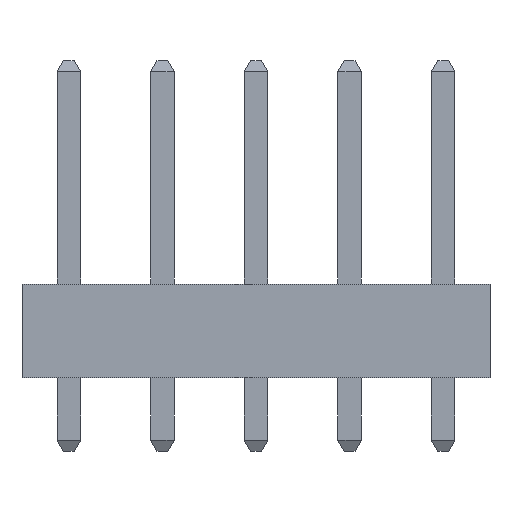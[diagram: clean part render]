
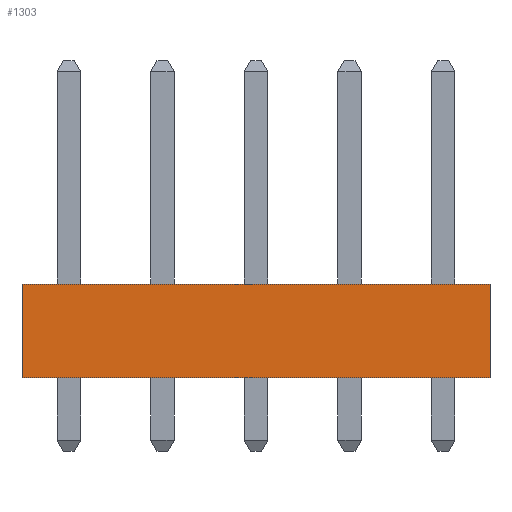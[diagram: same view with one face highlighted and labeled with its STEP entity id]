
A CAD part, front view. The second image highlights one B-rep face of the part: STEP entity #1303.
In plain terms, the highlighted planar face has unit normal (0, -1, 0).
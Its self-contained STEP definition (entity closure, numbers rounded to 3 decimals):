
#299 = LINE ( 'NONE', #4426, #1335 ) ;
#443 = CARTESIAN_POINT ( 'NONE',  ( -1.27, -1.27, 0. ) ) ;
#512 = ORIENTED_EDGE ( 'NONE', *, *, #2788, .T. ) ;
#527 = VERTEX_POINT ( 'NONE', #4355 ) ;
#534 = AXIS2_PLACEMENT_3D ( 'NONE', #1157, #3511, #3215 ) ;
#753 = CARTESIAN_POINT ( 'NONE',  ( -1.27, -1.27, 2.54 ) ) ;
#755 = VECTOR ( 'NONE', #1827, 1000. ) ;
#812 = FACE_OUTER_BOUND ( 'NONE', #2004, .T. ) ;
#1017 = CARTESIAN_POINT ( 'NONE',  ( -1.27, -1.27, 2.54 ) ) ;
#1031 = LINE ( 'NONE', #3365, #1135 ) ;
#1135 = VECTOR ( 'NONE', #1361, 1000. ) ;
#1157 = CARTESIAN_POINT ( 'NONE',  ( -1.27, -1.27, 2.54 ) ) ;
#1268 = EDGE_CURVE ( 'NONE', #4122, #4273, #2853, .T. ) ;
#1303 = ADVANCED_FACE ( 'NONE', ( #812 ), #4225, .F. ) ;
#1335 = VECTOR ( 'NONE', #3414, 1000. ) ;
#1361 = DIRECTION ( 'NONE',  ( 0., 0., -1. ) ) ;
#1378 = ORIENTED_EDGE ( 'NONE', *, *, #1268, .F. ) ;
#1544 = CARTESIAN_POINT ( 'NONE',  ( -1.27, -1.27, 0. ) ) ;
#1792 = VERTEX_POINT ( 'NONE', #443 ) ;
#1827 = DIRECTION ( 'NONE',  ( 1., 0., 0. ) ) ;
#2004 = EDGE_LOOP ( 'NONE', ( #512, #2643, #1378, #2357 ) ) ;
#2165 = DIRECTION ( 'NONE',  ( 1., 0., 0. ) ) ;
#2357 = ORIENTED_EDGE ( 'NONE', *, *, #3441, .T. ) ;
#2502 = CARTESIAN_POINT ( 'NONE',  ( 11.43, -1.27, 2.54 ) ) ;
#2643 = ORIENTED_EDGE ( 'NONE', *, *, #3434, .F. ) ;
#2768 = VECTOR ( 'NONE', #2165, 1000. ) ;
#2788 = EDGE_CURVE ( 'NONE', #1792, #527, #4191, .T. ) ;
#2853 = LINE ( 'NONE', #753, #755 ) ;
#3215 = DIRECTION ( 'NONE',  ( 1., 0., 0. ) ) ;
#3365 = CARTESIAN_POINT ( 'NONE',  ( -1.27, -1.27, 2.54 ) ) ;
#3414 = DIRECTION ( 'NONE',  ( 0., 0., -1. ) ) ;
#3434 = EDGE_CURVE ( 'NONE', #4273, #527, #299, .T. ) ;
#3441 = EDGE_CURVE ( 'NONE', #4122, #1792, #1031, .T. ) ;
#3511 = DIRECTION ( 'NONE',  ( 0., 1., 0. ) ) ;
#4122 = VERTEX_POINT ( 'NONE', #1017 ) ;
#4191 = LINE ( 'NONE', #1544, #2768 ) ;
#4225 = PLANE ( 'NONE',  #534 ) ;
#4273 = VERTEX_POINT ( 'NONE', #2502 ) ;
#4355 = CARTESIAN_POINT ( 'NONE',  ( 11.43, -1.27, 0. ) ) ;
#4426 = CARTESIAN_POINT ( 'NONE',  ( 11.43, -1.27, 2.54 ) ) ;
